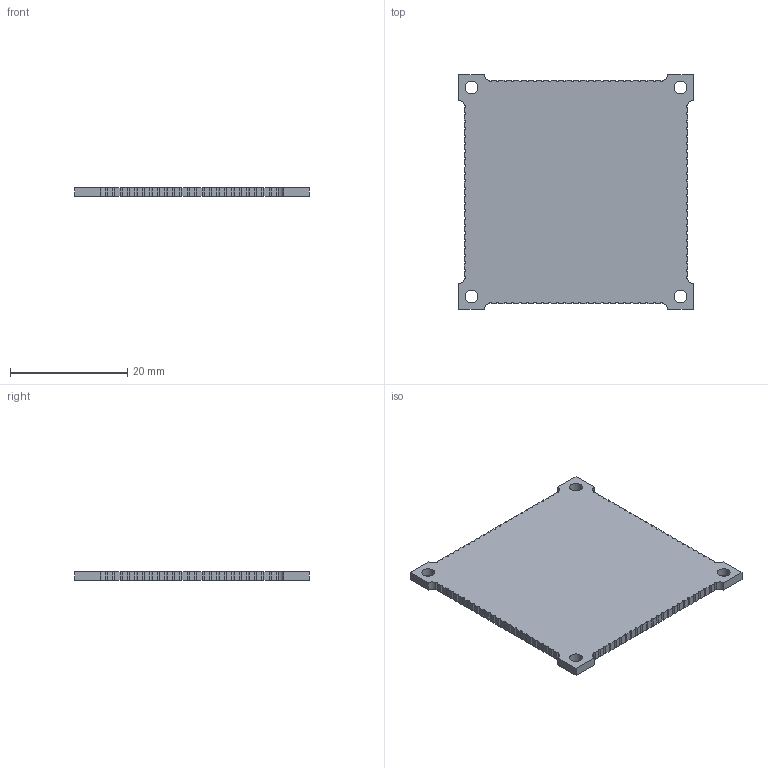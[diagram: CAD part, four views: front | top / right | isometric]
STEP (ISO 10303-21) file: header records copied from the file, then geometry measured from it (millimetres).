
FILE_DESCRIPTION(('FreeCAD Model'),'2;1');
FILE_NAME('ACME_AriaG25__Pins_MultiTransform.step', '2016-02-16T20:05:46',('Author'),(''), 'Open CASCADE STEP processor 6.8','FreeCAD','Unknown');
FILE_SCHEMA(('AUTOMOTIVE_DESIGN_CC2 { 1 2 10303 214 -1 1 5 4 }'));
Length unit declared in the file: millimetre
Products named in the file (2): ASSEMBLY; Pins_MultiTransform
Assembly tree (1 placements, depth 2):
  ASSEMBLY
    Pins_MultiTransform
Bounding box: 40 x 40 x 1.5 mm (x, y, z)
Volume: 2183.4 mm3; surface area: 3232.7 mm2
Topology: 1 solids, 1 shells, 214 faces, 636 edges, 424 vertices
Faces by surface type: cylinder 112, plane 102
Full cylindrical faces by diameter (mm): 2.2 x4
Entity records: 15183 total; most frequent: CARTESIAN_POINT 2932, DIRECTION 2180, ORIENTED_EDGE 1272, PCURVE 1272, DEFINITIONAL_REPRESENTATION 1272, LINE 1076, VECTOR 1076, EDGE_CURVE 636
